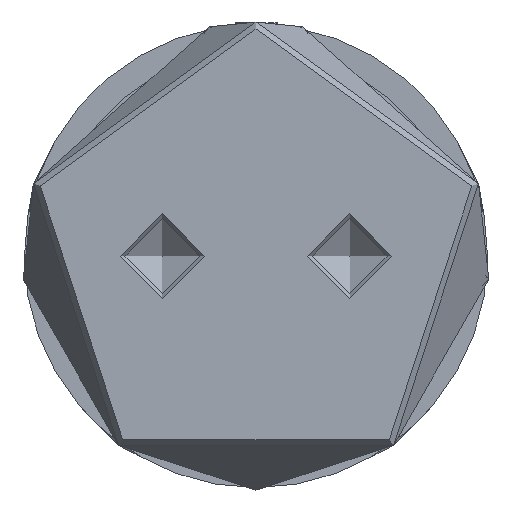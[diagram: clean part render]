
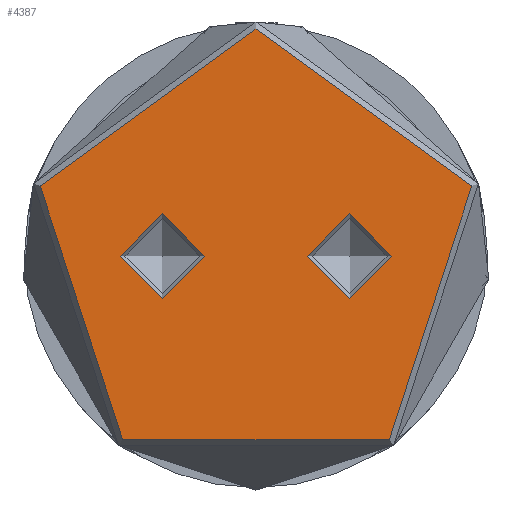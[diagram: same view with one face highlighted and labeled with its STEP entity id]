
A CAD part, front view. The second image highlights one B-rep face of the part: STEP entity #4387.
In plain terms, the highlighted face is planar.
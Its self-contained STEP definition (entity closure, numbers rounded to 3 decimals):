
#54 = VERTEX_POINT ( 'NONE', #1750 ) ;
#165 = CARTESIAN_POINT ( 'NONE',  ( 4.5, 10., 0. ) ) ;
#200 = EDGE_LOOP ( 'NONE', ( #2560 ) ) ;
#300 = CARTESIAN_POINT ( 'NONE',  ( 0., 0., 0. ) ) ;
#308 = FACE_BOUND ( 'NONE', #2541, .T. ) ;
#562 = FACE_BOUND ( 'NONE', #200, .T. ) ;
#693 = FACE_OUTER_BOUND ( 'NONE', #4906, .T. ) ;
#1039 = EDGE_CURVE ( 'NONE', #3713, #3713, #2326, .T. ) ;
#1096 = DIRECTION ( 'NONE',  ( -1., 0., 0. ) ) ;
#1162 = AXIS2_PLACEMENT_3D ( 'NONE', #300, #3437, #1096 ) ;
#1376 = ORIENTED_EDGE ( 'NONE', *, *, #3121, .F. ) ;
#1433 = DIRECTION ( 'NONE',  ( 0., 0., 1. ) ) ;
#1750 = CARTESIAN_POINT ( 'NONE',  ( 24.25, 0., 0. ) ) ;
#1773 = CARTESIAN_POINT ( 'NONE',  ( 0., 0., 0. ) ) ;
#2003 = CARTESIAN_POINT ( 'NONE',  ( 0., -10., 0. ) ) ;
#2058 = CIRCLE ( 'NONE', #2772, 24.25 ) ;
#2176 = DIRECTION ( 'NONE',  ( 1., 0., 0. ) ) ;
#2326 = CIRCLE ( 'NONE', #2369, 4.5 ) ;
#2369 = AXIS2_PLACEMENT_3D ( 'NONE', #2003, #4723, #2401 ) ;
#2401 = DIRECTION ( 'NONE',  ( 1., 0., 0. ) ) ;
#2541 = EDGE_LOOP ( 'NONE', ( #1376 ) ) ;
#2560 = ORIENTED_EDGE ( 'NONE', *, *, #1039, .T. ) ;
#2772 = AXIS2_PLACEMENT_3D ( 'NONE', #1773, #4503, #2176 ) ;
#3121 = EDGE_CURVE ( 'NONE', #3310, #3310, #3516, .T. ) ;
#3310 = VERTEX_POINT ( 'NONE', #165 ) ;
#3430 = AXIS2_PLACEMENT_3D ( 'NONE', #3779, #1433, #4158 ) ;
#3437 = DIRECTION ( 'NONE',  ( 0., 0., -1. ) ) ;
#3516 = CIRCLE ( 'NONE', #3430, 4.5 ) ;
#3713 = VERTEX_POINT ( 'NONE', #4441 ) ;
#3779 = CARTESIAN_POINT ( 'NONE',  ( 0., 10., 0. ) ) ;
#3889 = ORIENTED_EDGE ( 'NONE', *, *, #3971, .T. ) ;
#3971 = EDGE_CURVE ( 'NONE', #54, #54, #2058, .T. ) ;
#4158 = DIRECTION ( 'NONE',  ( 1., 0., 0. ) ) ;
#4387 = ADVANCED_FACE ( 'NONE', ( #308, #693, #562 ), #4955, .F. ) ;
#4441 = CARTESIAN_POINT ( 'NONE',  ( 4.5, -10., 0. ) ) ;
#4503 = DIRECTION ( 'NONE',  ( 0., 0., 1. ) ) ;
#4723 = DIRECTION ( 'NONE',  ( 0., 0., -1. ) ) ;
#4906 = EDGE_LOOP ( 'NONE', ( #3889 ) ) ;
#4955 = PLANE ( 'NONE',  #1162 ) ;
